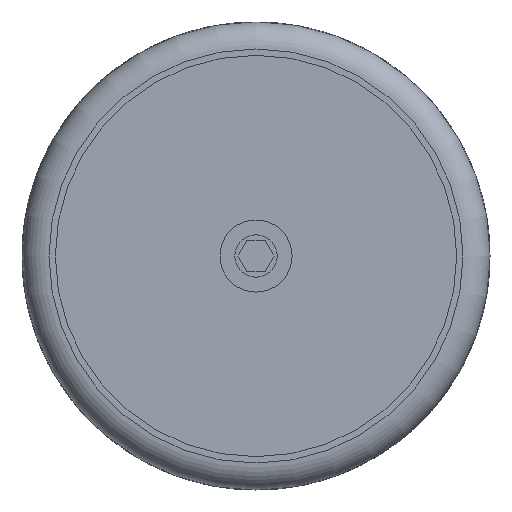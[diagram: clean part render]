
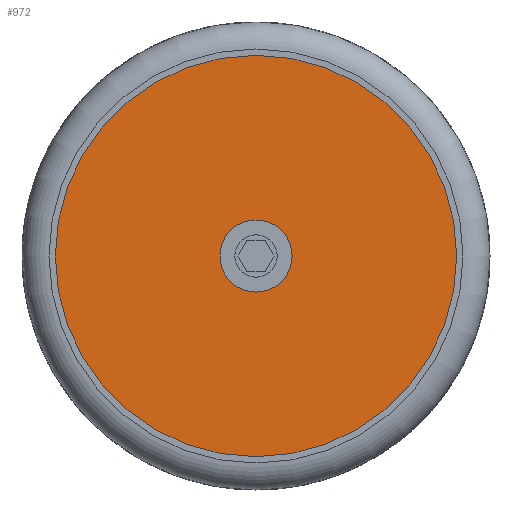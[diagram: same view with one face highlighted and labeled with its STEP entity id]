
A CAD part, front view. The second image highlights one B-rep face of the part: STEP entity #972.
In plain terms, the highlighted planar face has unit normal (0, -1, 0).
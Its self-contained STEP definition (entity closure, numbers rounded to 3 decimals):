
#122=FACE_BOUND('',#321,.T.);
#184=CIRCLE('',#1073,2.);
#185=CIRCLE('',#1076,11.15);
#234=FACE_OUTER_BOUND('',#320,.T.);
#320=EDGE_LOOP('',(#764));
#321=EDGE_LOOP('',(#765));
#529=VERTEX_POINT('',#1483);
#530=VERTEX_POINT('',#1488);
#628=EDGE_CURVE('',#529,#529,#184,.T.);
#629=EDGE_CURVE('',#530,#530,#185,.T.);
#764=ORIENTED_EDGE('',*,*,#629,.F.);
#765=ORIENTED_EDGE('',*,*,#628,.T.);
#950=PLANE('',#1075);
#972=ADVANCED_FACE('',(#234,#122),#950,.F.);
#1073=AXIS2_PLACEMENT_3D('',#1485,#1222,#1223);
#1075=AXIS2_PLACEMENT_3D('',#1487,#1226,#1227);
#1076=AXIS2_PLACEMENT_3D('',#1489,#1228,#1229);
#1222=DIRECTION('center_axis',(0.,1.,0.));
#1223=DIRECTION('ref_axis',(1.,0.,0.));
#1226=DIRECTION('center_axis',(0.,1.,0.));
#1227=DIRECTION('ref_axis',(1.,0.,0.));
#1228=DIRECTION('center_axis',(0.,1.,0.));
#1229=DIRECTION('ref_axis',(1.,0.,0.));
#1483=CARTESIAN_POINT('',(-2.,0.,0.));
#1485=CARTESIAN_POINT('Origin',(0.,0.,0.));
#1487=CARTESIAN_POINT('Origin',(0.,0.,0.));
#1488=CARTESIAN_POINT('',(-11.15,0.,0.));
#1489=CARTESIAN_POINT('Origin',(0.,0.,0.));
